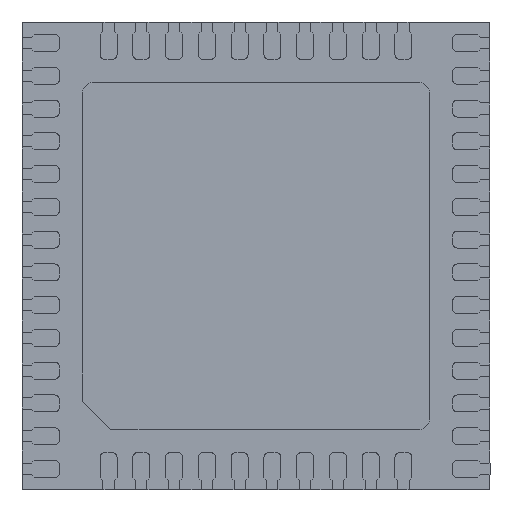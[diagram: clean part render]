
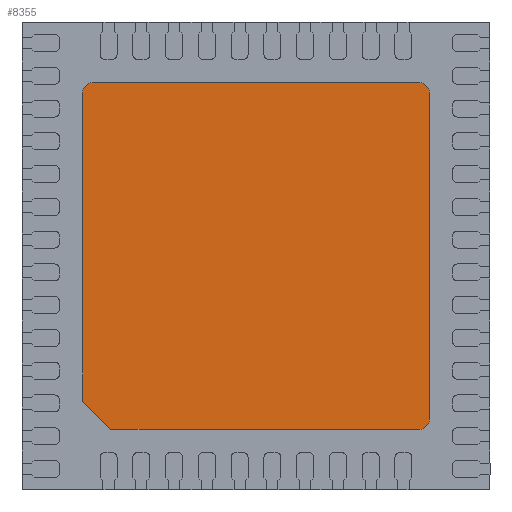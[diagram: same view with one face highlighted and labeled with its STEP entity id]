
A CAD part, front view. The second image highlights one B-rep face of the part: STEP entity #8355.
In plain terms, the highlighted planar face has unit normal (0, -1, 0).
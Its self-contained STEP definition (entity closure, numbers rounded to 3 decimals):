
#2156 = CARTESIAN_POINT ( 'NONE',  ( -1.85, 0., 2.15 ) ) ;
#2282 = VECTOR ( 'NONE', #24295, 1000. ) ;
#3537 = EDGE_CURVE ( 'NONE', #16964, #7797, #19249, .T. ) ;
#3953 = DIRECTION ( 'NONE',  ( 0., 0., -1. ) ) ;
#4067 = DIRECTION ( 'NONE',  ( 0., -1., 0. ) ) ;
#4084 = AXIS2_PLACEMENT_3D ( 'NONE', #4424, #4067, #3953 ) ;
#4424 = CARTESIAN_POINT ( 'NONE',  ( 1.75, 0., -1.75 ) ) ;
#5471 = EDGE_CURVE ( 'NONE', #10940, #7297, #14540, .T. ) ;
#5502 = PLANE ( 'NONE',  #29845 ) ;
#5539 = DIRECTION ( 'NONE',  ( 0., 0., -1. ) ) ;
#5929 = DIRECTION ( 'NONE',  ( 0.707, 0., -0.707 ) ) ;
#6718 = EDGE_CURVE ( 'NONE', #34090, #16964, #7739, .T. ) ;
#7267 = DIRECTION ( 'NONE',  ( 0., -1., 0. ) ) ;
#7297 = VERTEX_POINT ( 'NONE', #9111 ) ;
#7544 = CARTESIAN_POINT ( 'NONE',  ( -1.55, 0., -1.85 ) ) ;
#7739 = CIRCLE ( 'NONE', #4084, 0.1 ) ;
#7797 = VERTEX_POINT ( 'NONE', #22110 ) ;
#8355 = ADVANCED_FACE ( 'NONE', ( #10212 ), #5502, .T. ) ;
#9111 = CARTESIAN_POINT ( 'NONE',  ( -1.85, 0., 1.75 ) ) ;
#9153 = ORIENTED_EDGE ( 'NONE', *, *, #16136, .T. ) ;
#10212 = FACE_OUTER_BOUND ( 'NONE', #26697, .T. ) ;
#10940 = VERTEX_POINT ( 'NONE', #14890 ) ;
#10979 = VECTOR ( 'NONE', #15331, 1000. ) ;
#11370 = LINE ( 'NONE', #20802, #10979 ) ;
#12884 = VERTEX_POINT ( 'NONE', #34018 ) ;
#14518 = ORIENTED_EDGE ( 'NONE', *, *, #6718, .T. ) ;
#14540 = CIRCLE ( 'NONE', #20179, 0.1 ) ;
#14765 = CARTESIAN_POINT ( 'NONE',  ( 1.75, 0., 1.75 ) ) ;
#14890 = CARTESIAN_POINT ( 'NONE',  ( -1.75, 0., 1.85 ) ) ;
#15251 = VERTEX_POINT ( 'NONE', #32088 ) ;
#15302 = DIRECTION ( 'NONE',  ( 0., 0., -1. ) ) ;
#15331 = DIRECTION ( 'NONE',  ( -1., 0., 0. ) ) ;
#15790 = LINE ( 'NONE', #18932, #31613 ) ;
#16136 = EDGE_CURVE ( 'NONE', #7797, #12884, #27973, .T. ) ;
#16170 = DIRECTION ( 'NONE',  ( 0., -1., 0. ) ) ;
#16964 = VERTEX_POINT ( 'NONE', #21473 ) ;
#17171 = AXIS2_PLACEMENT_3D ( 'NONE', #14765, #7267, #17728 ) ;
#17728 = DIRECTION ( 'NONE',  ( 0., 0., -1. ) ) ;
#18174 = ORIENTED_EDGE ( 'NONE', *, *, #3537, .T. ) ;
#18782 = ORIENTED_EDGE ( 'NONE', *, *, #30465, .T. ) ;
#18878 = CARTESIAN_POINT ( 'NONE',  ( -1.75, 0., 1.75 ) ) ;
#18932 = CARTESIAN_POINT ( 'NONE',  ( -1.85, 0., -1.55 ) ) ;
#19249 = LINE ( 'NONE', #33064, #32178 ) ;
#20179 = AXIS2_PLACEMENT_3D ( 'NONE', #18878, #21555, #5539 ) ;
#20802 = CARTESIAN_POINT ( 'NONE',  ( -0.565, 0., 1.85 ) ) ;
#21289 = EDGE_CURVE ( 'NONE', #15251, #29248, #15790, .T. ) ;
#21473 = CARTESIAN_POINT ( 'NONE',  ( 1.85, 0., -1.75 ) ) ;
#21555 = DIRECTION ( 'NONE',  ( 0., -1., 0. ) ) ;
#21613 = CARTESIAN_POINT ( 'NONE',  ( -0.565, 0., -1.85 ) ) ;
#21660 = ORIENTED_EDGE ( 'NONE', *, *, #29191, .T. ) ;
#22110 = CARTESIAN_POINT ( 'NONE',  ( 1.85, 0., 1.75 ) ) ;
#22538 = CARTESIAN_POINT ( 'NONE',  ( 1.75, 0., -1.85 ) ) ;
#24077 = DIRECTION ( 'NONE',  ( 0., 0., 1. ) ) ;
#24198 = ORIENTED_EDGE ( 'NONE', *, *, #5471, .T. ) ;
#24295 = DIRECTION ( 'NONE',  ( 1., 0., 0. ) ) ;
#25027 = VECTOR ( 'NONE', #15302, 1000. ) ;
#25141 = DIRECTION ( 'NONE',  ( 0., 0., 1. ) ) ;
#26697 = EDGE_LOOP ( 'NONE', ( #18174, #9153, #33878, #24198, #21660, #27727, #18782, #14518 ) ) ;
#27727 = ORIENTED_EDGE ( 'NONE', *, *, #21289, .T. ) ;
#27973 = CIRCLE ( 'NONE', #17171, 0.1 ) ;
#29188 = LINE ( 'NONE', #2156, #25027 ) ;
#29191 = EDGE_CURVE ( 'NONE', #7297, #15251, #29188, .T. ) ;
#29248 = VERTEX_POINT ( 'NONE', #7544 ) ;
#29414 = CARTESIAN_POINT ( 'NONE',  ( -0.565, 0., 2.15 ) ) ;
#29845 = AXIS2_PLACEMENT_3D ( 'NONE', #29414, #16170, #24077 ) ;
#30465 = EDGE_CURVE ( 'NONE', #29248, #34090, #30684, .T. ) ;
#30684 = LINE ( 'NONE', #21613, #2282 ) ;
#31604 = EDGE_CURVE ( 'NONE', #12884, #10940, #11370, .T. ) ;
#31613 = VECTOR ( 'NONE', #5929, 1000. ) ;
#32088 = CARTESIAN_POINT ( 'NONE',  ( -1.85, 0., -1.55 ) ) ;
#32178 = VECTOR ( 'NONE', #25141, 1000. ) ;
#33064 = CARTESIAN_POINT ( 'NONE',  ( 1.85, 0., 2.15 ) ) ;
#33878 = ORIENTED_EDGE ( 'NONE', *, *, #31604, .T. ) ;
#34018 = CARTESIAN_POINT ( 'NONE',  ( 1.75, 0., 1.85 ) ) ;
#34090 = VERTEX_POINT ( 'NONE', #22538 ) ;
